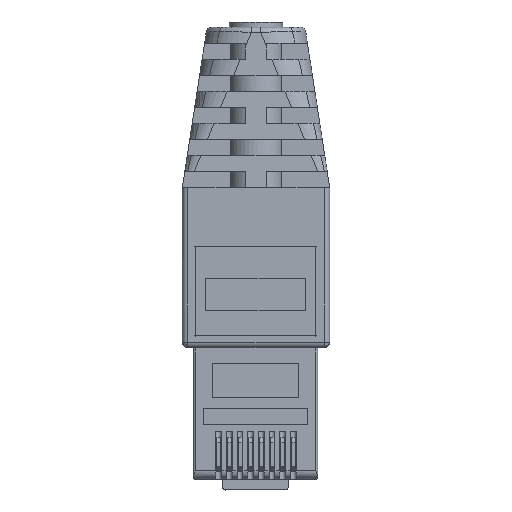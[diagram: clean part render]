
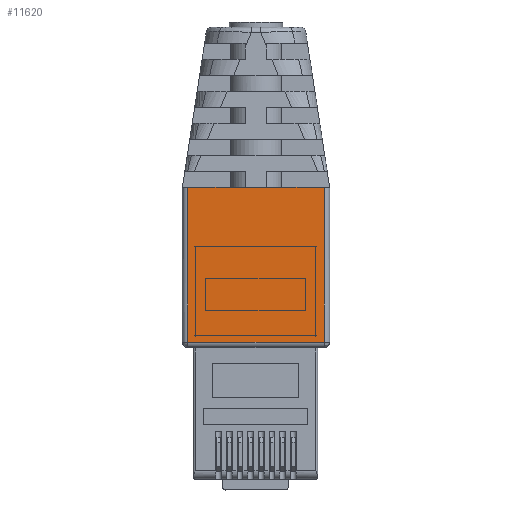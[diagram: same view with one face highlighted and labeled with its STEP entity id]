
A CAD part, front view. The second image highlights one B-rep face of the part: STEP entity #11620.
In plain terms, the highlighted planar face has unit normal (0, -1, 0).
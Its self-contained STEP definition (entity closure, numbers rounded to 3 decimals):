
#100 = ORIENTED_EDGE ( 'NONE', *, *, #14332, .T. ) ;
#386 = DIRECTION ( 'NONE',  ( -1., 0., 0. ) ) ;
#460 = EDGE_CURVE ( 'NONE', #14196, #9775, #8013, .T. ) ;
#1224 = ORIENTED_EDGE ( 'NONE', *, *, #7963, .T. ) ;
#1384 = DIRECTION ( 'NONE',  ( 0., -1., 0. ) ) ;
#2388 = EDGE_LOOP ( 'NONE', ( #15849, #4992, #1224, #100, #11298, #2928 ) ) ;
#2439 = CARTESIAN_POINT ( 'NONE',  ( 16.699, -3.255, 381.5 ) ) ;
#2577 = VERTEX_POINT ( 'NONE', #2439 ) ;
#2715 = CARTESIAN_POINT ( 'NONE',  ( 11.299, -3.255, 381.5 ) ) ;
#2799 = AXIS2_PLACEMENT_3D ( 'NONE', #17979, #1384, #19700 ) ;
#2928 = ORIENTED_EDGE ( 'NONE', *, *, #460, .T. ) ;
#3977 = VECTOR ( 'NONE', #12070, 1000. ) ;
#4656 = VECTOR ( 'NONE', #15501, 1000. ) ;
#4758 = LINE ( 'NONE', #9455, #12172 ) ;
#4825 = VECTOR ( 'NONE', #386, 1000. ) ;
#4992 = ORIENTED_EDGE ( 'NONE', *, *, #6446, .T. ) ;
#5369 = CARTESIAN_POINT ( 'NONE',  ( 3.899, -3.255, 381.5 ) ) ;
#5488 = LINE ( 'NONE', #11612, #11279 ) ;
#5510 = PLANE ( 'NONE',  #2799 ) ;
#6446 = EDGE_CURVE ( 'NONE', #15764, #9377, #17902, .T. ) ;
#6617 = EDGE_CURVE ( 'NONE', #9775, #15764, #8408, .T. ) ;
#7740 = LINE ( 'NONE', #13898, #4656 ) ;
#7843 = VECTOR ( 'NONE', #9913, 1000. ) ;
#7963 = EDGE_CURVE ( 'NONE', #9377, #18505, #4758, .T. ) ;
#8013 = LINE ( 'NONE', #16067, #4825 ) ;
#8408 = LINE ( 'NONE', #17490, #7843 ) ;
#9377 = VERTEX_POINT ( 'NONE', #18991 ) ;
#9455 = CARTESIAN_POINT ( 'NONE',  ( 10.299, -3.255, 367. ) ) ;
#9510 = EDGE_CURVE ( 'NONE', #2577, #14196, #5488, .T. ) ;
#9775 = VERTEX_POINT ( 'NONE', #10224 ) ;
#9913 = DIRECTION ( 'NONE',  ( -1., 0., 0. ) ) ;
#10224 = CARTESIAN_POINT ( 'NONE',  ( 9.299, -3.255, 381.5 ) ) ;
#11279 = VECTOR ( 'NONE', #17753, 1000. ) ;
#11298 = ORIENTED_EDGE ( 'NONE', *, *, #9510, .T. ) ;
#11612 = CARTESIAN_POINT ( 'NONE',  ( 10.299, -3.255, 381.5 ) ) ;
#11620 = ADVANCED_FACE ( 'NONE', ( #11634 ), #5510, .T. ) ;
#11634 = FACE_OUTER_BOUND ( 'NONE', #2388, .T. ) ;
#11966 = CARTESIAN_POINT ( 'NONE',  ( 3.899, -3.255, 346.29 ) ) ;
#12070 = DIRECTION ( 'NONE',  ( 0., 0., -1. ) ) ;
#12172 = VECTOR ( 'NONE', #15716, 1000. ) ;
#12288 = CARTESIAN_POINT ( 'NONE',  ( 16.699, -3.255, 367. ) ) ;
#13898 = CARTESIAN_POINT ( 'NONE',  ( 16.699, -3.255, 346.29 ) ) ;
#14196 = VERTEX_POINT ( 'NONE', #2715 ) ;
#14332 = EDGE_CURVE ( 'NONE', #18505, #2577, #7740, .T. ) ;
#15501 = DIRECTION ( 'NONE',  ( 0., 0., 1. ) ) ;
#15716 = DIRECTION ( 'NONE',  ( 1., 0., 0. ) ) ;
#15764 = VERTEX_POINT ( 'NONE', #5369 ) ;
#15849 = ORIENTED_EDGE ( 'NONE', *, *, #6617, .T. ) ;
#16067 = CARTESIAN_POINT ( 'NONE',  ( 10.299, -3.255, 381.5 ) ) ;
#17490 = CARTESIAN_POINT ( 'NONE',  ( 10.299, -3.255, 381.5 ) ) ;
#17753 = DIRECTION ( 'NONE',  ( -1., 0., 0. ) ) ;
#17902 = LINE ( 'NONE', #11966, #3977 ) ;
#17979 = CARTESIAN_POINT ( 'NONE',  ( 10.299, -3.255, 346.29 ) ) ;
#18505 = VERTEX_POINT ( 'NONE', #12288 ) ;
#18991 = CARTESIAN_POINT ( 'NONE',  ( 3.899, -3.255, 367. ) ) ;
#19700 = DIRECTION ( 'NONE',  ( 1., 0., 0. ) ) ;
